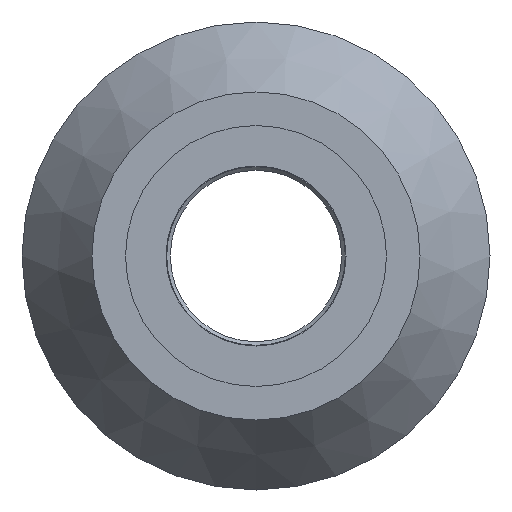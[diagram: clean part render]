
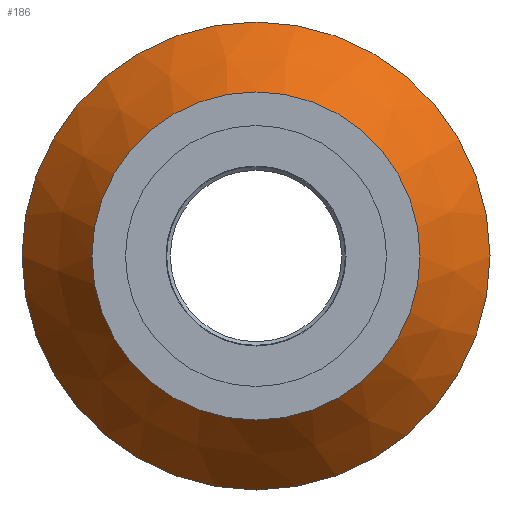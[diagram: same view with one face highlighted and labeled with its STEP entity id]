
A CAD part, left-side view. The second image highlights one B-rep face of the part: STEP entity #186.
In plain terms, the highlighted conical face has half-angle 35.236 degrees and reference radius 18.23 mm.
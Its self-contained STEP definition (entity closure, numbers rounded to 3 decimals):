
#113=CARTESIAN_POINT('',(38.314,-0.,-26.));
#114=VERTEX_POINT('',#113);
#123=CARTESIAN_POINT('',(38.314,-0.,0.));
#124=DIRECTION('',(1.,0.,0.));
#125=DIRECTION('',(0.,0.,-1.));
#126=AXIS2_PLACEMENT_3D('',#123,#124,#125);
#127=CIRCLE('',#126,26.);
#128=EDGE_CURVE('',#114,#114,#127,.T.);
#158=CARTESIAN_POINT('',(27.314,-0.,-18.23));
#159=VERTEX_POINT('',#158);
#160=CARTESIAN_POINT('',(27.314,-0.,0.));
#161=DIRECTION('',(1.,0.,0.));
#162=DIRECTION('',(0.,0.,-1.));
#163=AXIS2_PLACEMENT_3D('',#160,#161,#162);
#164=CIRCLE('',#163,18.23);
#165=EDGE_CURVE('',#159,#159,#164,.T.);
#170=CARTESIAN_POINT('',(27.314,-0.,0.));
#171=DIRECTION('',(1.,0.,0.));
#172=DIRECTION('',(0.,0.,-1.));
#173=AXIS2_PLACEMENT_3D('',#170,#171,#172);
#174=CONICAL_SURFACE('',#173,18.23,35.236);
#175=CARTESIAN_POINT('',(38.314,-0.,-26.));
#176=DIRECTION('',(-0.817,-0.,0.577));
#177=VECTOR('',#176,13.467);
#178=LINE('',#175,#177);
#179=EDGE_CURVE('',#114,#159,#178,.T.);
#180=ORIENTED_EDGE('',*,*,#179,.T.);
#181=ORIENTED_EDGE('',*,*,#165,.T.);
#182=ORIENTED_EDGE('',*,*,#179,.F.);
#183=ORIENTED_EDGE('',*,*,#128,.F.);
#184=EDGE_LOOP('',(#180,#181,#182,#183));
#185=FACE_BOUND('',#184,.T.);
#186=ADVANCED_FACE('',(#185),#174,.T.);
